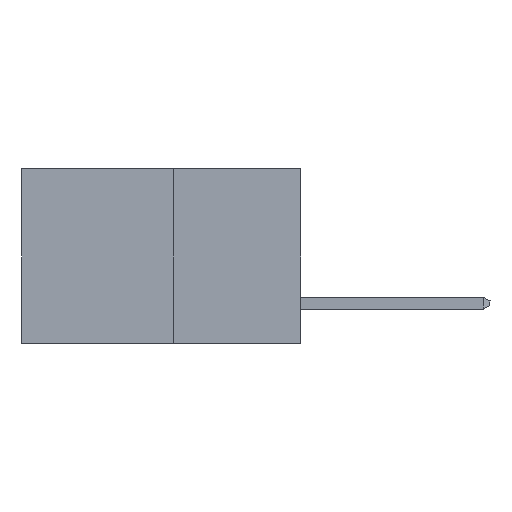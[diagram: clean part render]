
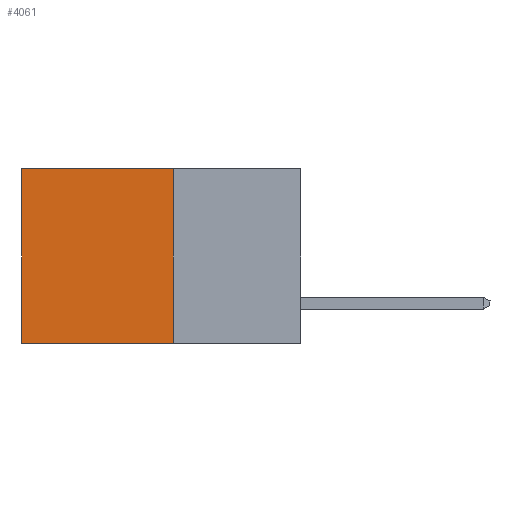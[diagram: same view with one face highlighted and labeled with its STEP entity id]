
A CAD part, left-side view. The second image highlights one B-rep face of the part: STEP entity #4061.
In plain terms, the highlighted planar face has unit normal (-1, 0, 0).
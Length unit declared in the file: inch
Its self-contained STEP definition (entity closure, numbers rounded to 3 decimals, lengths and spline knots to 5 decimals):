
#547 = DIRECTION ( 'NONE',  ( 0., 0., -1. ) ) ;
#1623 = VECTOR ( 'NONE', #16988, 39.37008 ) ;
#2662 = CARTESIAN_POINT ( 'NONE',  ( 0.277, 0.27, -0.37 ) ) ;
#2831 = CARTESIAN_POINT ( 'NONE',  ( 0.277, 0.27, -0.37 ) ) ;
#3098 = ORIENTED_EDGE ( 'NONE', *, *, #10704, .T. ) ;
#3118 = VERTEX_POINT ( 'NONE', #6039 ) ;
#3603 = FACE_OUTER_BOUND ( 'NONE', #23294, .T. ) ;
#3623 = DIRECTION ( 'NONE',  ( 0., 1., 0. ) ) ;
#4061 = ADVANCED_FACE ( 'NONE', ( #3603 ), #15173, .F. ) ;
#4240 = ORIENTED_EDGE ( 'NONE', *, *, #16062, .T. ) ;
#4315 = VERTEX_POINT ( 'NONE', #21771 ) ;
#4741 = CARTESIAN_POINT ( 'NONE',  ( 0.277, 0.59, -0.37 ) ) ;
#4961 = DIRECTION ( 'NONE',  ( 0., 0., -1. ) ) ;
#6039 = CARTESIAN_POINT ( 'NONE',  ( 0.277, 0.59, 0. ) ) ;
#6070 = ORIENTED_EDGE ( 'NONE', *, *, #24534, .F. ) ;
#7979 = AXIS2_PLACEMENT_3D ( 'NONE', #2831, #17193, #4961 ) ;
#9851 = CARTESIAN_POINT ( 'NONE',  ( 0.277, 0.27, -0.37 ) ) ;
#9866 = ORIENTED_EDGE ( 'NONE', *, *, #25791, .F. ) ;
#10234 = DIRECTION ( 'NONE',  ( 0., 1., 0. ) ) ;
#10613 = LINE ( 'NONE', #2662, #14161 ) ;
#10704 = EDGE_CURVE ( 'NONE', #24091, #3118, #15777, .T. ) ;
#12665 = LINE ( 'NONE', #4741, #1623 ) ;
#13537 = CARTESIAN_POINT ( 'NONE',  ( 0.277, 0.27, -0.37 ) ) ;
#14161 = VECTOR ( 'NONE', #547, 39.37008 ) ;
#15173 = PLANE ( 'NONE',  #7979 ) ;
#15777 = LINE ( 'NONE', #22283, #26277 ) ;
#16062 = EDGE_CURVE ( 'NONE', #3118, #4315, #12665, .T. ) ;
#16988 = DIRECTION ( 'NONE',  ( 0., 0., -1. ) ) ;
#17193 = DIRECTION ( 'NONE',  ( 1., 0., 0. ) ) ;
#18138 = LINE ( 'NONE', #9851, #23424 ) ;
#19263 = CARTESIAN_POINT ( 'NONE',  ( 0.277, 0.27, 0. ) ) ;
#21771 = CARTESIAN_POINT ( 'NONE',  ( 0.277, 0.59, -0.37 ) ) ;
#22283 = CARTESIAN_POINT ( 'NONE',  ( 0.277, 0.27, 0. ) ) ;
#23294 = EDGE_LOOP ( 'NONE', ( #4240, #9866, #6070, #3098 ) ) ;
#23424 = VECTOR ( 'NONE', #3623, 39.37008 ) ;
#24091 = VERTEX_POINT ( 'NONE', #19263 ) ;
#24180 = VERTEX_POINT ( 'NONE', #13537 ) ;
#24534 = EDGE_CURVE ( 'NONE', #24091, #24180, #10613, .T. ) ;
#25791 = EDGE_CURVE ( 'NONE', #24180, #4315, #18138, .T. ) ;
#26277 = VECTOR ( 'NONE', #10234, 39.37008 ) ;
